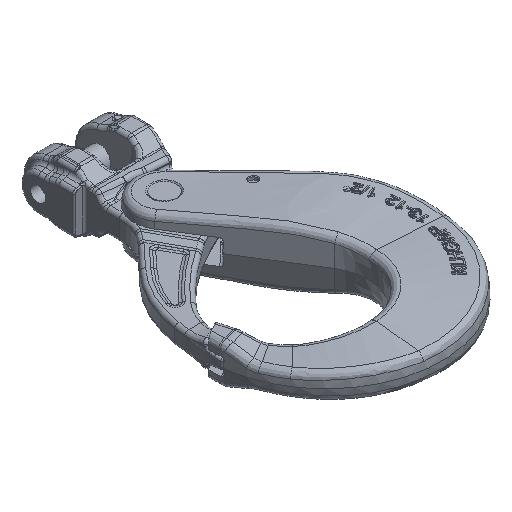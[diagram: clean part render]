
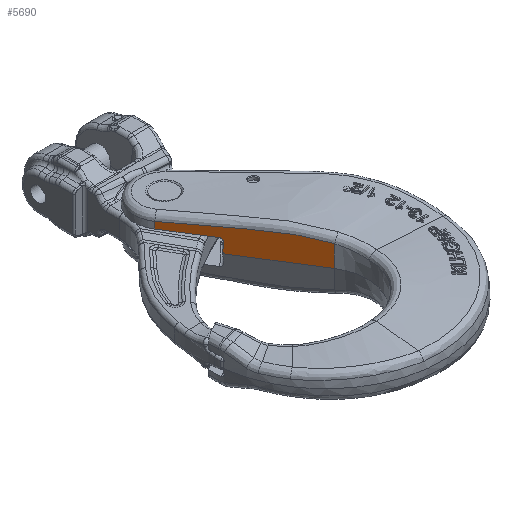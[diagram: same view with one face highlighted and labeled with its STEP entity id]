
A CAD part, isometric view. The second image highlights one B-rep face of the part: STEP entity #5690.
In plain terms, the highlighted planar face has unit normal (-0.843, -0.527, 0.104).
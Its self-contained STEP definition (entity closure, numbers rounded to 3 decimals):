
#689=ELLIPSE('',#19363,1195.847,125.);
#977=LINE('',#29649,#1776);
#1218=LINE('',#36664,#2120);
#1219=LINE('',#36682,#2121);
#1220=LINE('',#36684,#2122);
#1776=VECTOR('',#21733,1.);
#2120=VECTOR('',#22357,1.);
#2121=VECTOR('',#22358,1.);
#2122=VECTOR('',#22359,1.);
#3294=B_SPLINE_CURVE_WITH_KNOTS('',3,(#36666,#36667,#36668,#36669,#36670,
#36671,#36672,#36673,#36674,#36675,#36676,#36677,#36678,#36679,#36680,#36681),
 .UNSPECIFIED.,.F.,.F.,(4,3,3,3,3,4),(0.,0.216,0.432,
0.65,0.868,1.),.UNSPECIFIED.);
#3295=B_SPLINE_CURVE_WITH_KNOTS('',3,(#36686,#36687,#36688,#36689,#36690,
#36691,#36692,#36693,#36694,#36695,#36696,#36697,#36698,#36699,#36700,#36701,
#36702,#36703,#36704,#36705),.UNSPECIFIED.,.F.,.F.,(4,2,2,2,2,2,2,2,2,4),
(0.,0.125,0.156,0.188,0.25,0.313,
0.375,0.5,0.75,1.),.UNSPECIFIED.);
#3955=PLANE('',#19509);
#4555=FACE_OUTER_BOUND('',#7280,.T.);
#5690=ADVANCED_FACE('',(#4555),#3955,.T.);
#7280=EDGE_LOOP('',(#10508,#10509,#10510,#10511,#10512,#10513,#10514));
#10508=ORIENTED_EDGE('',*,*,#16667,.F.);
#10509=ORIENTED_EDGE('',*,*,#16668,.T.);
#10510=ORIENTED_EDGE('',*,*,#15885,.T.);
#10511=ORIENTED_EDGE('',*,*,#16669,.T.);
#10512=ORIENTED_EDGE('',*,*,#16670,.F.);
#10513=ORIENTED_EDGE('',*,*,#16671,.T.);
#10514=ORIENTED_EDGE('',*,*,#16002,.T.);
#13918=VERTEX_POINT('',#28202);
#13919=VERTEX_POINT('',#28204);
#14034=VERTEX_POINT('',#29647);
#14036=VERTEX_POINT('',#29650);
#14462=VERTEX_POINT('',#36665);
#14463=VERTEX_POINT('',#36683);
#14464=VERTEX_POINT('',#36685);
#15885=EDGE_CURVE('',#13919,#13918,#689,.T.);
#16002=EDGE_CURVE('',#14036,#14034,#977,.T.);
#16667=EDGE_CURVE('',#14462,#14034,#1218,.T.);
#16668=EDGE_CURVE('',#14462,#13919,#3294,.T.);
#16669=EDGE_CURVE('',#13918,#14463,#1219,.T.);
#16670=EDGE_CURVE('',#14464,#14463,#1220,.T.);
#16671=EDGE_CURVE('',#14464,#14036,#3295,.T.);
#19363=AXIS2_PLACEMENT_3D('',#28203,#21719,#21720);
#19509=AXIS2_PLACEMENT_3D('',#36706,#22360,#22361);
#21719=DIRECTION('',(0.843,0.527,-0.105));
#21720=DIRECTION('',(-0.089,-0.055,-0.995));
#21733=DIRECTION('',(-0.089,-0.055,-0.995));
#22357=DIRECTION('',(-0.53,0.848,0.));
#22358=DIRECTION('',(0.53,-0.848,0.));
#22359=DIRECTION('',(-0.089,-0.055,-0.995));
#22360=DIRECTION('',(-0.843,-0.527,0.105));
#22361=DIRECTION('',(0.53,-0.848,0.));
#28202=CARTESIAN_POINT('',(-0.509,71.217,0.));
#28203=CARTESIAN_POINT('',(-77.5,169.692,-124.715));
#28204=CARTESIAN_POINT('',(0.106,71.701,7.4));
#29647=CARTESIAN_POINT('',(-19.515,103.498,9.4));
#29649=CARTESIAN_POINT('',(-20.353,102.974,0.));
#29650=CARTESIAN_POINT('',(-19.102,103.756,14.039));
#36664=CARTESIAN_POINT('',(22.666,35.994,9.4));
#36665=CARTESIAN_POINT('',(-0.795,73.539,9.4));
#36666=CARTESIAN_POINT('',(-0.795,73.539,9.4));
#36667=CARTESIAN_POINT('',(-0.675,73.347,9.4));
#36668=CARTESIAN_POINT('',(-0.556,73.149,9.361));
#36669=CARTESIAN_POINT('',(-0.449,72.963,9.286));
#36670=CARTESIAN_POINT('',(-0.342,72.777,9.211));
#36671=CARTESIAN_POINT('',(-0.244,72.597,9.098));
#36672=CARTESIAN_POINT('',(-0.162,72.439,8.957));
#36673=CARTESIAN_POINT('',(-0.08,72.279,8.815));
#36674=CARTESIAN_POINT('',(-0.013,72.137,8.641));
#36675=CARTESIAN_POINT('',(0.035,72.023,8.448));
#36676=CARTESIAN_POINT('',(0.082,71.909,8.255));
#36677=CARTESIAN_POINT('',(0.11,71.82,8.038));
#36678=CARTESIAN_POINT('',(0.117,71.766,7.816));
#36679=CARTESIAN_POINT('',(0.121,71.732,7.68));
#36680=CARTESIAN_POINT('',(0.117,71.71,7.54));
#36681=CARTESIAN_POINT('',(0.106,71.701,7.4));
#36682=CARTESIAN_POINT('',(21.828,35.471,0.));
#36683=CARTESIAN_POINT('',(31.639,19.77,0.));
#36684=CARTESIAN_POINT('',(31.639,19.77,0.));
#36685=CARTESIAN_POINT('',(32.984,20.611,15.098));
#36686=CARTESIAN_POINT('',(32.984,20.611,15.098));
#36687=CARTESIAN_POINT('',(30.898,24.078,15.748));
#36688=CARTESIAN_POINT('',(28.781,27.547,16.153));
#36689=CARTESIAN_POINT('',(26.133,31.882,16.643));
#36690=CARTESIAN_POINT('',(25.601,32.749,16.726));
#36691=CARTESIAN_POINT('',(24.548,34.483,16.97));
#36692=CARTESIAN_POINT('',(24.024,35.35,17.112));
#36693=CARTESIAN_POINT('',(22.427,37.952,17.339));
#36694=CARTESIAN_POINT('',(21.35,39.686,17.399));
#36695=CARTESIAN_POINT('',(19.194,43.155,17.491));
#36696=CARTESIAN_POINT('',(18.109,44.89,17.489));
#36697=CARTESIAN_POINT('',(15.945,48.359,17.513));
#36698=CARTESIAN_POINT('',(14.867,50.095,17.57));
#36699=CARTESIAN_POINT('',(11.584,55.295,17.298));
#36700=CARTESIAN_POINT('',(9.392,58.757,17.069));
#36701=CARTESIAN_POINT('',(2.814,69.136,16.317));
#36702=CARTESIAN_POINT('',(-1.577,76.047,15.732));
#36703=CARTESIAN_POINT('',(-10.347,89.888,14.752));
#36704=CARTESIAN_POINT('',(-14.728,96.816,14.334));
#36705=CARTESIAN_POINT('',(-19.102,103.756,14.039));
#36706=CARTESIAN_POINT('',(21.828,35.471,0.));
